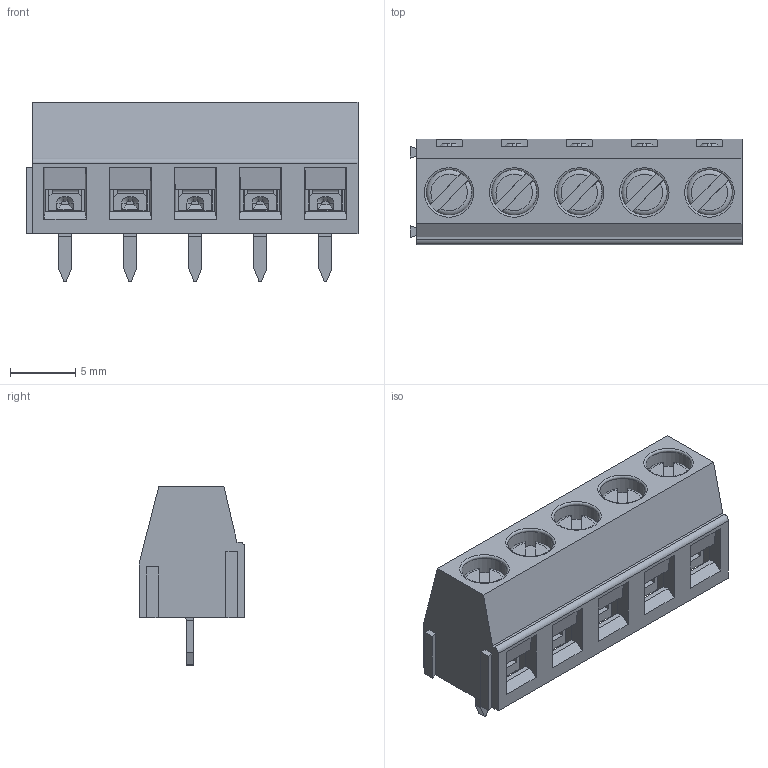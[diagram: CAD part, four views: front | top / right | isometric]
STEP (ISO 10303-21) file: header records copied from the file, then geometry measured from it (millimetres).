
FILE_DESCRIPTION(('STEP AP214'), '1');
FILE_NAME('DG127', '2019-09-29T18:20:58', ('AF'), (''), 'UNSPECIFIED', 'UNSPECIFIED', '');
FILE_SCHEMA(('AUTOMOTIVE_DESIGN { 1 0 10303 214 3 1 1}'));
Length unit declared in the file: millimetre
Assembly tree (15 placements, depth 2):
  (unnamed)
    (unnamed)  x5
    (unnamed)  x5
    (unnamed)  x5
Bounding box: 25.5 x 8.1 x 13.8 mm (x, y, z)
Volume: 1255.7 mm3; surface area: 3254.6 mm2
Topology: 16 solids, 16 shells, 586 faces, 1467 edges, 918 vertices
Faces by surface type: plane 475, cylinder 66, cone 30, torus 15
Full cylindrical faces by diameter (mm): 1.8 x5, 2 x5, 2.5 x5, 2.7 x5, 3.6 x5, 3.8 x5
Entity records: 11023 total; most frequent: CARTESIAN_POINT 1515, ORIENTED_EDGE 1418, DIRECTION 1350, EDGE_CURVE 709, LINE 642, VECTOR 642, VERTEX_POINT 465, AXIS2_PLACEMENT_3D 354
